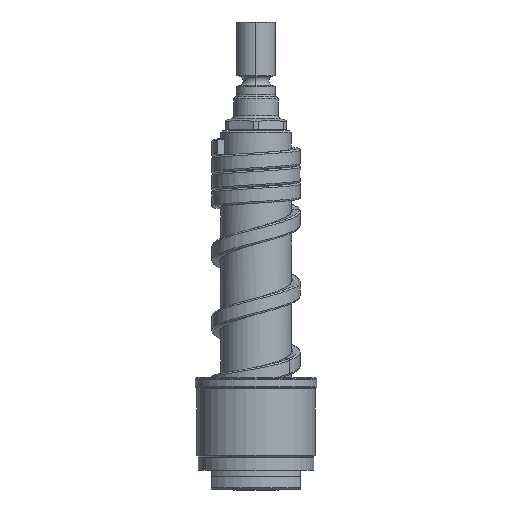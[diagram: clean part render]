
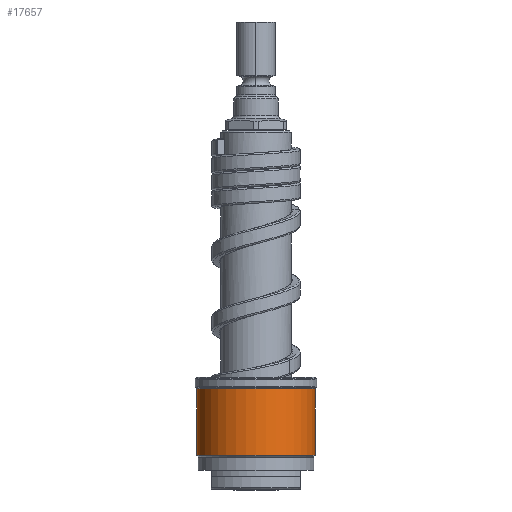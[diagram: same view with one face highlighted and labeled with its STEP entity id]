
A CAD part, front view. The second image highlights one B-rep face of the part: STEP entity #17657.
In plain terms, the highlighted cylindrical face has radius 18.5 mm (diameter 37 mm), a partial arc.
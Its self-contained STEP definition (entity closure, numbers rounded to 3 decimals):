
#6657=CARTESIAN_POINT('',(0.,0.,10.583));
#6658=DIRECTION('',(0.,0.,1.));
#6659=DIRECTION('',(-1.,0.,0.));
#6660=AXIS2_PLACEMENT_3D('',#6657,#6658,#6659);
#6662=DIRECTION('',(0.,0.,-1.));
#6663=VECTOR('',#6662,20.834);
#6664=CARTESIAN_POINT('',(-18.5,0.,31.417));
#6665=LINE('',#6664,#6663);
#6666=CARTESIAN_POINT('',(0.,0.,31.417));
#6667=DIRECTION('',(0.,0.,1.));
#6668=DIRECTION('',(-1.,0.,0.));
#6669=AXIS2_PLACEMENT_3D('',#6666,#6667,#6668);
#6671=DIRECTION('',(0.,0.,-1.));
#6672=VECTOR('',#6671,20.834);
#6673=CARTESIAN_POINT('',(18.5,0.,31.417));
#6674=LINE('',#6673,#6672);
#7013=CARTESIAN_POINT('',(18.5,0.,31.417));
#7014=CARTESIAN_POINT('',(-18.5,0.,31.417));
#7015=VERTEX_POINT('',#7013);
#7016=VERTEX_POINT('',#7014);
#7039=CARTESIAN_POINT('',(18.5,0.,10.583));
#7040=VERTEX_POINT('',#7039);
#7041=CARTESIAN_POINT('',(-18.5,0.,10.583));
#7042=VERTEX_POINT('',#7041);
#17645=CARTESIAN_POINT('',(0.,0.,8.75));
#17646=DIRECTION('',(0.,0.,1.));
#17647=DIRECTION('',(-1.,0.,0.));
#17648=AXIS2_PLACEMENT_3D('',#17645,#17646,#17647);
#17649=CYLINDRICAL_SURFACE('',#17648,18.5);
#17650=ORIENTED_EDGE('',*,*,#15142,.F.);
#17651=ORIENTED_EDGE('',*,*,#15123,.F.);
#17653=ORIENTED_EDGE('',*,*,#17652,.T.);
#17654=ORIENTED_EDGE('',*,*,#15119,.T.);
#17655=EDGE_LOOP('',(#17650,#17651,#17653,#17654));
#17656=FACE_OUTER_BOUND('',#17655,.F.);
#6661=CIRCLE('',#6660,18.5);
#6670=CIRCLE('',#6669,18.5);
#15119=EDGE_CURVE('',#7015,#7040,#6674,.T.);
#15123=EDGE_CURVE('',#7016,#7042,#6665,.T.);
#15142=EDGE_CURVE('',#7042,#7040,#6661,.T.);
#17652=EDGE_CURVE('',#7016,#7015,#6670,.T.);
#17657=ADVANCED_FACE('',(#17656),#17649,.T.);
